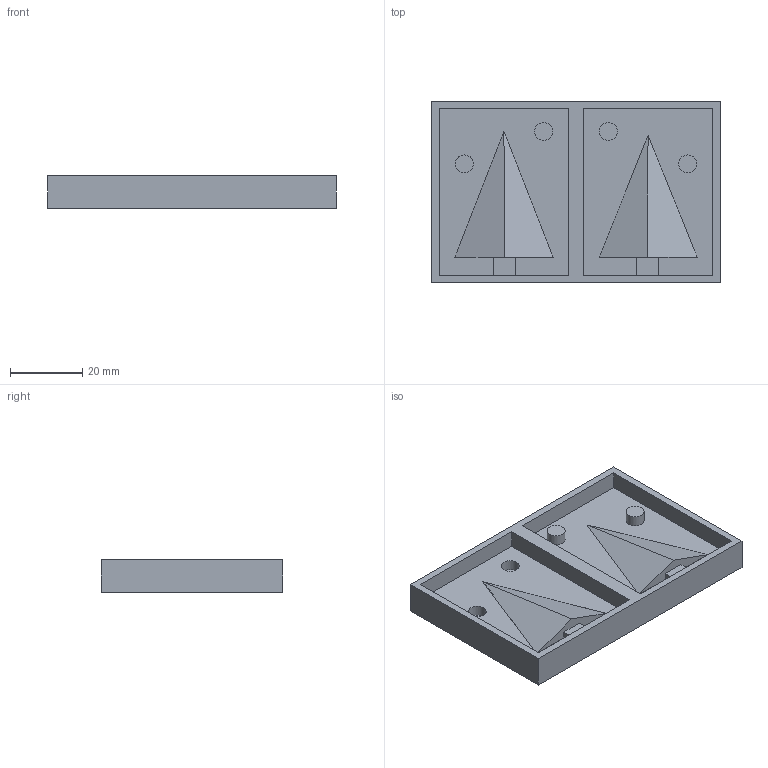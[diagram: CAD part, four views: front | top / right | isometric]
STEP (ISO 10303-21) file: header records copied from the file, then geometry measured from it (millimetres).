
FILE_DESCRIPTION(/* description */ (''),/* implementation_level */ '2;1');
FILE_NAME(/* name */ 'mold v2.step',/* time_stamp */ '2020-10-31T21:39:30+02:00',/* author */ (''),/* organization */ (''),/* preprocessor_version */ 'ST-DEVELOPER v18.1',/* originating_system */ 'Autodesk Translation Framework v9.3.0.1241',/* authorisation */ '');
FILE_SCHEMA (('AUTOMOTIVE_DESIGN { 1 0 10303 214 3 1 1 }'));
Length unit declared in the file: millimetre
Products named in the file (1): mold
Bounding box: 80 x 50.39 x 9 mm (x, y, z)
Volume: 21295.7 mm3; surface area: 12477.5 mm2
Topology: 1 solids, 1 shells, 39 faces, 92 edges, 61 vertices
Faces by surface type: plane 35, cylinder 4
Full cylindrical faces by diameter (mm): 5 x4
Entity records: 1139 total; most frequent: CARTESIAN_POINT 193, ORIENTED_EDGE 184, DIRECTION 180, EDGE_CURVE 92, LINE 84, VECTOR 84, VERTEX_POINT 61, AXIS2_PLACEMENT_3D 48
